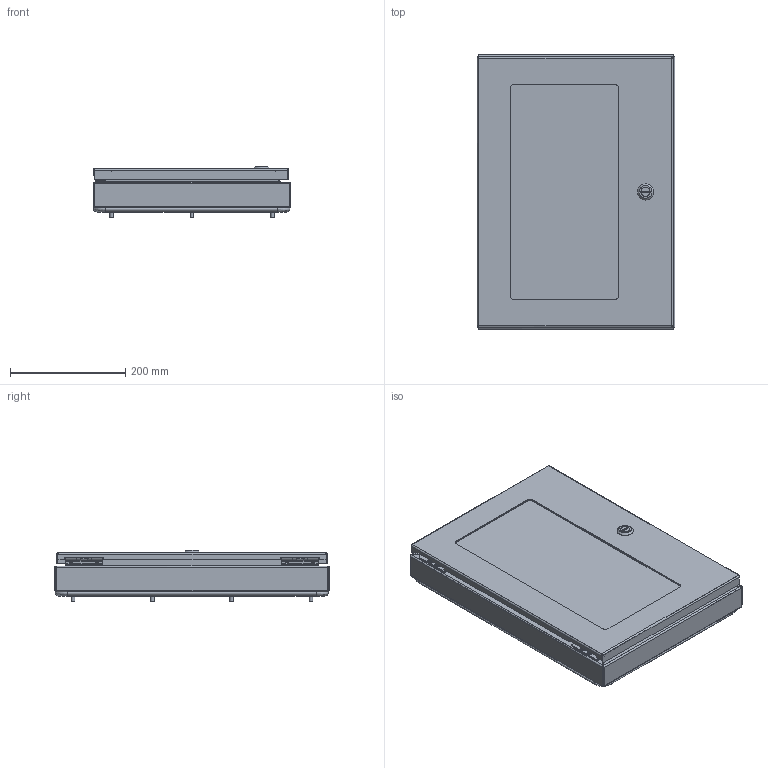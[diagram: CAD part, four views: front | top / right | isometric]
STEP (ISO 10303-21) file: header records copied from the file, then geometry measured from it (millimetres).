
FILE_DESCRIPTION (( 'STEP AP214' ), '1' );
FILE_NAME ('WADW191302SS.STEP', '2018-06-14T17:32:32', ( '' ), ( '' ), 'SwSTEP 2.0', 'SolidWorks 2017', '' );
FILE_SCHEMA (( 'AUTOMOTIVE_DESIGN' ));
Length unit declared in the file: inch
Products named in the file (1): WADW191302SS
Bounding box: 342.9 x 476.25 x 88.9 mm (x, y, z)
Volume: 1544330 mm3; surface area: 1000608.6 mm2
Topology: 65 solids, 65 shells, 1951 faces, 4657 edges, 2843 vertices
Faces by surface type: plane 724, cylinder 625, cone 361, bspline 241
Full cylindrical faces by diameter (mm): 2.362 x4, 3.175 x2, 3.317 x68, 3.861 x4, 3.962 x14, 4.166 x68, 4.25 x4, 4.366 x4, 4.572 x4, 4.775 x4, 4.826 x12, 5 x1, 6 x1, 6.325 x18, 6.35 x20, 6.502 x4, 7.137 x12, 7.937 x1, 8.128 x4, 9.144 x4, 9.9 x1, 10 x2, 10.2 x1, 11.05 x1, 12.8 x1, 13.5 x1, 15.2 x1, 15.8 x1, 16.1 x2, 19.8 x2
Entity records: 75758 total; most frequent: CARTESIAN_POINT 35937, ORIENTED_EDGE 7606, DIRECTION 7517, EDGE_CURVE 3803, AXIS2_PLACEMENT_3D 2921, EDGE_LOOP 2651, VERTEX_POINT 2534, FACE_OUTER_BOUND 2259
